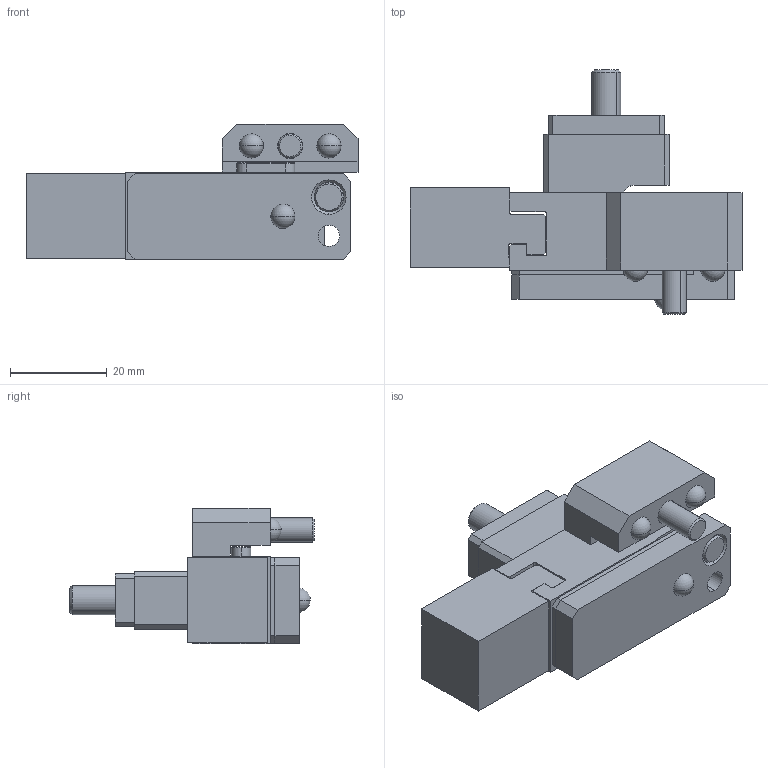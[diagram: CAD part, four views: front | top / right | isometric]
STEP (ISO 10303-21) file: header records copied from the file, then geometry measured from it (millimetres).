
FILE_DESCRIPTION (( 'STEP AP214' ), '1' );
FILE_NAME ('MS182006.STEP', '2022-10-20T15:23:11', ( '' ), ( '' ), 'SwSTEP 2.0', 'SolidWorks 2021', '' );
FILE_SCHEMA (( 'AUTOMOTIVE_DESIGN' ));
Length unit declared in the file: millimetre
Products named in the file (18): 9MS182006-D1; Iman D4x2; 9MS182006-F1; 9MS182006-T; Iman D14x4; Iman D10x4; MS182006; Iman D6x5; 9MS182006-A; 9MS182006-B; torica_3x1i5; 9MS182006-D2; 9MS182006-C; Bola_5; 9CS000000-G; 9MS182006-E; 9MS182006-S; Chaveta_4x12
Assembly tree (22 placements, depth 2):
  MS182006
    9MS182006-A
    9MS182006-B
    9MS182006-D1
    9MS182006-D2
    Iman D14x4  x2
    Iman D4x2  x3
    Iman D6x5
    9MS182006-C
    9MS182006-E
    9MS182006-T
    9MS182006-F1
    9CS000000-G
    9MS182006-S
    Chaveta_4x12
    Bola_5  x3
    Iman D10x4
    torica_3x1i5
Bounding box: 68.5 x 50.45 x 28 mm (x, y, z)
Volume: 30700.6 mm3; surface area: 20274.1 mm2
Topology: 22 solids, 22 shells, 713 faces, 1812 edges, 1170 vertices
Faces by surface type: plane 365, bspline 145, cylinder 103, torus 64, cone 30, sphere 6
Entity records: 31823 total; most frequent: CARTESIAN_POINT 11460, ORIENTED_EDGE 3490, DIRECTION 2867, EDGE_CURVE 1745, VERTEX_POINT 1133, VECTOR 1107, LINE 1107, AXIS2_PLACEMENT_3D 880
